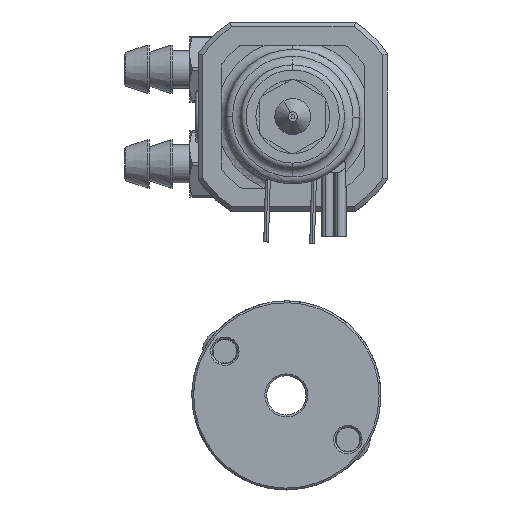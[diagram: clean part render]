
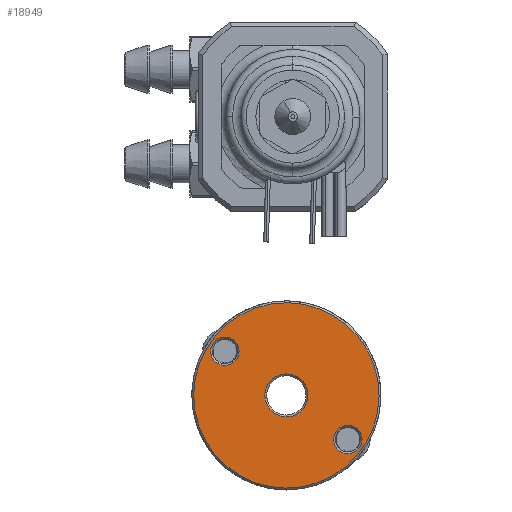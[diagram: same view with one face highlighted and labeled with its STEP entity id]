
A CAD part, front view. The second image highlights one B-rep face of the part: STEP entity #18949.
In plain terms, the highlighted face is planar.
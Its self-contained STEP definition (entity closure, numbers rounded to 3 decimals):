
#508 = DIRECTION ( 'NONE',  ( 0.259, 0.966, 0. ) ) ;
#1053 = CIRCLE ( 'NONE', #12004, 1.5 ) ;
#1232 = FACE_OUTER_BOUND ( 'NONE', #37830, .T. ) ;
#1433 = DIRECTION ( 'NONE',  ( 0., 0., -1. ) ) ;
#1656 = VERTEX_POINT ( 'NONE', #3310 ) ;
#3310 = CARTESIAN_POINT ( 'NONE',  ( 6.428, 1.444, -23.05 ) ) ;
#3947 = ORIENTED_EDGE ( 'NONE', *, *, #7490, .T. ) ;
#4217 = DIRECTION ( 'NONE',  ( 0.259, 0.966, 0. ) ) ;
#4405 = CARTESIAN_POINT ( 'NONE',  ( -1.477, -6.203, -23.05 ) ) ;
#4429 = AXIS2_PLACEMENT_3D ( 'NONE', #23689, #20472, #4217 ) ;
#4652 = CARTESIAN_POINT ( 'NONE',  ( -0.888, -4.005, -23.05 ) ) ;
#4887 = DIRECTION ( 'NONE',  ( 0.259, 0.966, 0. ) ) ;
#5784 = CIRCLE ( 'NONE', #33101, 1.5 ) ;
#5894 = VERTEX_POINT ( 'NONE', #4405 ) ;
#6362 = CARTESIAN_POINT ( 'NONE',  ( 5.651, -1.454, -23.05 ) ) ;
#7089 = CARTESIAN_POINT ( 'NONE',  ( -7.432, -6.558, -23.05 ) ) ;
#7490 = EDGE_CURVE ( 'NONE', #8163, #5894, #14513, .T. ) ;
#8163 = VERTEX_POINT ( 'NONE', #21812 ) ;
#8382 = AXIS2_PLACEMENT_3D ( 'NONE', #29824, #27234, #508 ) ;
#10819 = EDGE_CURVE ( 'NONE', #41298, #34396, #1053, .T. ) ;
#11069 = DIRECTION ( 'NONE',  ( 0., -1., 0. ) ) ;
#11428 = EDGE_CURVE ( 'NONE', #23059, #39825, #24225, .T. ) ;
#12004 = AXIS2_PLACEMENT_3D ( 'NONE', #33982, #34183, #4887 ) ;
#14513 = CIRCLE ( 'NONE', #8382, 2.275 ) ;
#15031 = DIRECTION ( 'NONE',  ( 0.259, 0.966, 0. ) ) ;
#15295 = AXIS2_PLACEMENT_3D ( 'NONE', #4652, #1433, #11069 ) ;
#15586 = CARTESIAN_POINT ( 'NONE',  ( 1.648, 5.461, -23.05 ) ) ;
#16157 = CARTESIAN_POINT ( 'NONE',  ( -0.888, -4.005, -23.05 ) ) ;
#16567 = ORIENTED_EDGE ( 'NONE', *, *, #11428, .T. ) ;
#16992 = DIRECTION ( 'NONE',  ( 0.259, 0.966, 0. ) ) ;
#17346 = DIRECTION ( 'NONE',  ( 0., 0., 1. ) ) ;
#17347 = EDGE_CURVE ( 'NONE', #39825, #23059, #25363, .T. ) ;
#17403 = EDGE_LOOP ( 'NONE', ( #38231, #18959 ) ) ;
#17537 = EDGE_LOOP ( 'NONE', ( #38453, #31813 ) ) ;
#17858 = AXIS2_PLACEMENT_3D ( 'NONE', #39264, #27714, #16992 ) ;
#18007 = CARTESIAN_POINT ( 'NONE',  ( -8.208, -9.456, -23.05 ) ) ;
#18555 = FACE_BOUND ( 'NONE', #17537, .T. ) ;
#18949 = ADVANCED_FACE ( 'NONE', ( #18555, #28193, #24523, #1232 ), #40376, .T. ) ;
#18959 = ORIENTED_EDGE ( 'NONE', *, *, #40527, .T. ) ;
#19140 = CARTESIAN_POINT ( 'NONE',  ( 6.04, -0.005, -23.05 ) ) ;
#19366 = DIRECTION ( 'NONE',  ( 0., 0., 1. ) ) ;
#19987 = DIRECTION ( 'NONE',  ( 0., 0., -1. ) ) ;
#20241 = CARTESIAN_POINT ( 'NONE',  ( -3.425, -13.471, -23.05 ) ) ;
#20472 = DIRECTION ( 'NONE',  ( 0., 0., 1. ) ) ;
#20843 = AXIS2_PLACEMENT_3D ( 'NONE', #16157, #19987, #25983 ) ;
#20901 = EDGE_CURVE ( 'NONE', #5894, #8163, #37687, .T. ) ;
#21812 = CARTESIAN_POINT ( 'NONE',  ( -0.3, -1.808, -23.05 ) ) ;
#21929 = DIRECTION ( 'NONE',  ( 0.259, 0.966, 0. ) ) ;
#23059 = VERTEX_POINT ( 'NONE', #20241 ) ;
#23689 = CARTESIAN_POINT ( 'NONE',  ( -7.82, -8.007, -23.05 ) ) ;
#24042 = CIRCLE ( 'NONE', #41171, 1.5 ) ;
#24225 = CIRCLE ( 'NONE', #20843, 9.8 ) ;
#24523 = FACE_BOUND ( 'NONE', #33114, .T. ) ;
#25363 = CIRCLE ( 'NONE', #17858, 9.8 ) ;
#25530 = EDGE_CURVE ( 'NONE', #34396, #41298, #30397, .T. ) ;
#25983 = DIRECTION ( 'NONE',  ( 0.259, 0.966, 0. ) ) ;
#26766 = DIRECTION ( 'NONE',  ( 0.259, 0.966, 0. ) ) ;
#27234 = DIRECTION ( 'NONE',  ( 0., 0., 1. ) ) ;
#27714 = DIRECTION ( 'NONE',  ( 0., 0., -1. ) ) ;
#28010 = ORIENTED_EDGE ( 'NONE', *, *, #20901, .T. ) ;
#28193 = FACE_BOUND ( 'NONE', #17403, .T. ) ;
#29824 = CARTESIAN_POINT ( 'NONE',  ( -0.888, -4.005, -23.05 ) ) ;
#30178 = AXIS2_PLACEMENT_3D ( 'NONE', #34491, #37280, #15031 ) ;
#30397 = CIRCLE ( 'NONE', #4429, 1.5 ) ;
#31813 = ORIENTED_EDGE ( 'NONE', *, *, #25530, .T. ) ;
#32095 = VERTEX_POINT ( 'NONE', #6362 ) ;
#33101 = AXIS2_PLACEMENT_3D ( 'NONE', #33602, #17346, #26766 ) ;
#33114 = EDGE_LOOP ( 'NONE', ( #28010, #3947 ) ) ;
#33602 = CARTESIAN_POINT ( 'NONE',  ( 6.04, -0.005, -23.05 ) ) ;
#33982 = CARTESIAN_POINT ( 'NONE',  ( -7.82, -8.007, -23.05 ) ) ;
#34183 = DIRECTION ( 'NONE',  ( 0., 0., 1. ) ) ;
#34396 = VERTEX_POINT ( 'NONE', #7089 ) ;
#34491 = CARTESIAN_POINT ( 'NONE',  ( -0.888, -4.005, -23.05 ) ) ;
#36639 = EDGE_CURVE ( 'NONE', #32095, #1656, #5784, .T. ) ;
#37280 = DIRECTION ( 'NONE',  ( 0., 0., 1. ) ) ;
#37687 = CIRCLE ( 'NONE', #30178, 2.275 ) ;
#37830 = EDGE_LOOP ( 'NONE', ( #38342, #16567 ) ) ;
#38231 = ORIENTED_EDGE ( 'NONE', *, *, #36639, .T. ) ;
#38342 = ORIENTED_EDGE ( 'NONE', *, *, #17347, .T. ) ;
#38453 = ORIENTED_EDGE ( 'NONE', *, *, #10819, .T. ) ;
#39264 = CARTESIAN_POINT ( 'NONE',  ( -0.888, -4.005, -23.05 ) ) ;
#39825 = VERTEX_POINT ( 'NONE', #15586 ) ;
#40376 = PLANE ( 'NONE',  #15295 ) ;
#40527 = EDGE_CURVE ( 'NONE', #1656, #32095, #24042, .T. ) ;
#41171 = AXIS2_PLACEMENT_3D ( 'NONE', #19140, #19366, #21929 ) ;
#41298 = VERTEX_POINT ( 'NONE', #18007 ) ;
